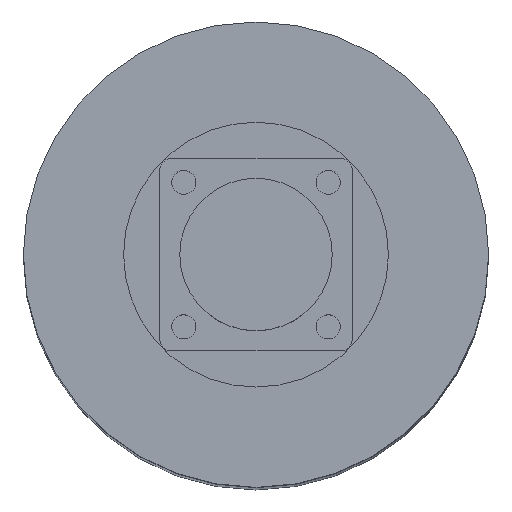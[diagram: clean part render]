
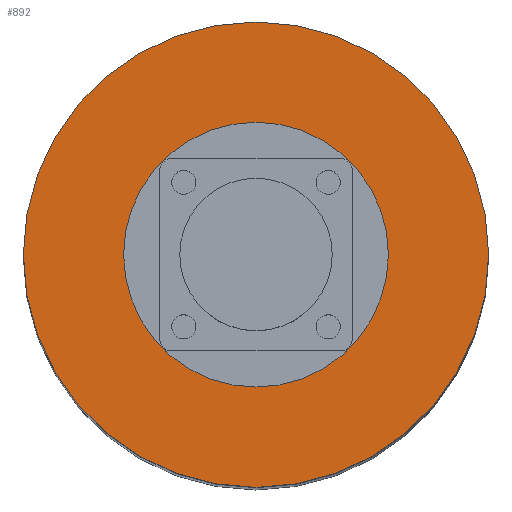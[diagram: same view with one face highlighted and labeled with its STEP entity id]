
A CAD part, top view. The second image highlights one B-rep face of the part: STEP entity #892.
In plain terms, the highlighted face is planar.
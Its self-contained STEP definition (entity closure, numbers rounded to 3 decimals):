
#82 = CIRCLE ( 'NONE', #3037, 29. ) ;
#108 = CARTESIAN_POINT ( 'NONE',  ( 2., 0., 16.5 ) ) ;
#157 = CARTESIAN_POINT ( 'NONE',  ( 2., 0., 0. ) ) ;
#158 = CIRCLE ( 'NONE', #2842, 16.5 ) ;
#373 = EDGE_CURVE ( 'NONE', #510, #2660, #82, .T. ) ;
#423 = FACE_BOUND ( 'NONE', #2261, .T. ) ;
#459 = CARTESIAN_POINT ( 'NONE',  ( 2., 0., 0. ) ) ;
#510 = VERTEX_POINT ( 'NONE', #2504 ) ;
#729 = CARTESIAN_POINT ( 'NONE',  ( 2., 29., 0. ) ) ;
#776 = VERTEX_POINT ( 'NONE', #108 ) ;
#785 = CARTESIAN_POINT ( 'NONE',  ( 2., 0., 29. ) ) ;
#892 = ADVANCED_FACE ( 'NONE', ( #423, #1381 ), #2651, .F. ) ;
#896 = EDGE_CURVE ( 'NONE', #2660, #510, #2242, .T. ) ;
#913 = CARTESIAN_POINT ( 'NONE',  ( 2., 0., 0. ) ) ;
#949 = EDGE_LOOP ( 'NONE', ( #3161, #2004 ) ) ;
#969 = EDGE_CURVE ( 'NONE', #776, #1664, #1566, .T. ) ;
#1014 = DIRECTION ( 'NONE',  ( 1., 0., 0. ) ) ;
#1274 = DIRECTION ( 'NONE',  ( -1., 0., 0. ) ) ;
#1305 = DIRECTION ( 'NONE',  ( 0., 0., 1. ) ) ;
#1339 = ORIENTED_EDGE ( 'NONE', *, *, #1341, .F. ) ;
#1341 = EDGE_CURVE ( 'NONE', #1664, #776, #158, .T. ) ;
#1381 = FACE_OUTER_BOUND ( 'NONE', #949, .T. ) ;
#1566 = CIRCLE ( 'NONE', #1924, 16.5 ) ;
#1664 = VERTEX_POINT ( 'NONE', #3217 ) ;
#1831 = ORIENTED_EDGE ( 'NONE', *, *, #969, .F. ) ;
#1924 = AXIS2_PLACEMENT_3D ( 'NONE', #459, #1274, #2396 ) ;
#2004 = ORIENTED_EDGE ( 'NONE', *, *, #373, .T. ) ;
#2042 = DIRECTION ( 'NONE',  ( -1., 0., 0. ) ) ;
#2137 = CARTESIAN_POINT ( 'NONE',  ( 2., 0., 0. ) ) ;
#2242 = CIRCLE ( 'NONE', #2248, 29. ) ;
#2248 = AXIS2_PLACEMENT_3D ( 'NONE', #157, #3212, #1305 ) ;
#2261 = EDGE_LOOP ( 'NONE', ( #1831, #1339 ) ) ;
#2396 = DIRECTION ( 'NONE',  ( 0., 0., 1. ) ) ;
#2504 = CARTESIAN_POINT ( 'NONE',  ( 2., 0., -29. ) ) ;
#2651 = PLANE ( 'NONE',  #2765 ) ;
#2660 = VERTEX_POINT ( 'NONE', #785 ) ;
#2765 = AXIS2_PLACEMENT_3D ( 'NONE', #729, #1014, #2953 ) ;
#2842 = AXIS2_PLACEMENT_3D ( 'NONE', #913, #2042, #2855 ) ;
#2855 = DIRECTION ( 'NONE',  ( 0., 0., 1. ) ) ;
#2953 = DIRECTION ( 'NONE',  ( 0., 0., -1. ) ) ;
#3037 = AXIS2_PLACEMENT_3D ( 'NONE', #2137, #3267, #3246 ) ;
#3161 = ORIENTED_EDGE ( 'NONE', *, *, #896, .T. ) ;
#3212 = DIRECTION ( 'NONE',  ( -1., 0., 0. ) ) ;
#3217 = CARTESIAN_POINT ( 'NONE',  ( 2., 0., -16.5 ) ) ;
#3246 = DIRECTION ( 'NONE',  ( 0., 0., 1. ) ) ;
#3267 = DIRECTION ( 'NONE',  ( -1., 0., 0. ) ) ;
